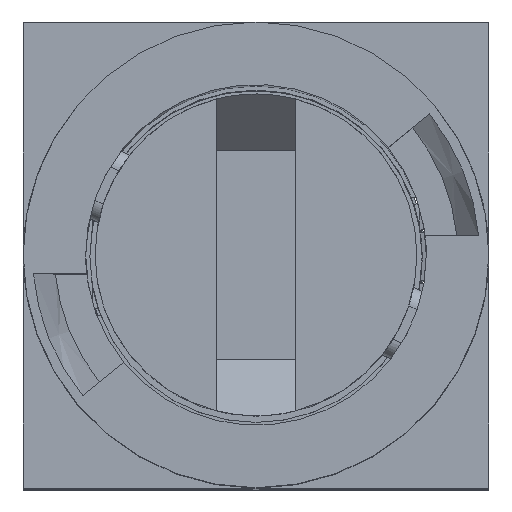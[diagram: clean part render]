
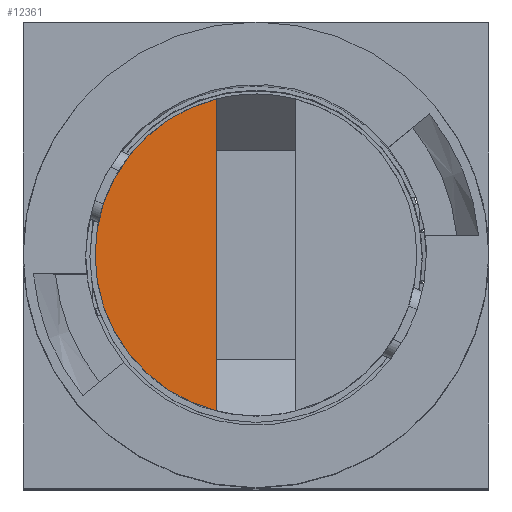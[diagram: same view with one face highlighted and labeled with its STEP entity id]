
A CAD part, top view. The second image highlights one B-rep face of the part: STEP entity #12361.
In plain terms, the highlighted planar face has unit normal (0, 0, 1).
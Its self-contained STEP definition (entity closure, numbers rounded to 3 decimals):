
#3761 = CYLINDRICAL_SURFACE('',#3762,4.318);
#3762 = AXIS2_PLACEMENT_3D('',#3763,#3764,#3765);
#3763 = CARTESIAN_POINT('',(5.08,0.,20.821));
#3764 = DIRECTION('',(0.,0.,-1.));
#3765 = DIRECTION('',(-1.,0.,0.));
#8768 = VERTEX_POINT('',#8769);
#8769 = CARTESIAN_POINT('',(0.762,0.,35.045));
#8805 = CYLINDRICAL_SURFACE('',#8806,4.318);
#8806 = AXIS2_PLACEMENT_3D('',#8807,#8808,#8809);
#8807 = CARTESIAN_POINT('',(5.08,0.,20.821));
#8808 = DIRECTION('',(0.,0.,-1.));
#8809 = DIRECTION('',(-1.,0.,0.));
#8839 = EDGE_CURVE('',#8840,#8768,#8842,.T.);
#8840 = VERTEX_POINT('',#8841);
#8841 = CARTESIAN_POINT('',(4.013,4.184,35.045));
#8842 = SURFACE_CURVE('',#8843,(#8848,#8877),.PCURVE_S1.);
#8843 = CIRCLE('',#8844,4.318);
#8844 = AXIS2_PLACEMENT_3D('',#8845,#8846,#8847);
#8845 = CARTESIAN_POINT('',(5.08,0.,35.045));
#8846 = DIRECTION('',(0.,0.,1.));
#8847 = DIRECTION('',(-0.247,0.969,0.
    ));
#8848 = PCURVE('',#3761,#8849);
#8849 = DEFINITIONAL_REPRESENTATION('',(#8850),#8876);
#8850 = B_SPLINE_CURVE_WITH_KNOTS('',3,(#8851,#8852,#8853,#8854,#8855,
    #8856,#8857,#8858,#8859,#8860,#8861,#8862,#8863,#8864,#8865,#8866,
    #8867,#8868,#8869,#8870,#8871,#8872,#8873,#8874,#8875),
  .UNSPECIFIED.,.F.,.F.,(4,1,1,1,1,1,1,1,1,1,1,1,1,1,1,1,1,1,1,1,1,1,4),
  (0.,0.06,0.12,0.18,0.24,
    0.3,0.36,0.42,0.48,
    0.54,0.601,0.661,0.721,
    0.781,0.841,0.901,0.961,
    1.021,1.081,1.141,1.201,
    1.261,1.321),.QUASI_UNIFORM_KNOTS.);
#8851 = CARTESIAN_POINT('',(1.321,-14.224));
#8852 = CARTESIAN_POINT('',(1.301,-14.224));
#8853 = CARTESIAN_POINT('',(1.261,-14.224));
#8854 = CARTESIAN_POINT('',(1.201,-14.224));
#8855 = CARTESIAN_POINT('',(1.141,-14.224));
#8856 = CARTESIAN_POINT('',(1.081,-14.224));
#8857 = CARTESIAN_POINT('',(1.021,-14.224));
#8858 = CARTESIAN_POINT('',(0.961,-14.224));
#8859 = CARTESIAN_POINT('',(0.901,-14.224));
#8860 = CARTESIAN_POINT('',(0.841,-14.224));
#8861 = CARTESIAN_POINT('',(0.781,-14.224));
#8862 = CARTESIAN_POINT('',(0.721,-14.224));
#8863 = CARTESIAN_POINT('',(0.661,-14.224));
#8864 = CARTESIAN_POINT('',(0.601,-14.224));
#8865 = CARTESIAN_POINT('',(0.54,-14.224));
#8866 = CARTESIAN_POINT('',(0.48,-14.224));
#8867 = CARTESIAN_POINT('',(0.42,-14.224));
#8868 = CARTESIAN_POINT('',(0.36,-14.224));
#8869 = CARTESIAN_POINT('',(0.3,-14.224));
#8870 = CARTESIAN_POINT('',(0.24,-14.224));
#8871 = CARTESIAN_POINT('',(0.18,-14.224));
#8872 = CARTESIAN_POINT('',(0.12,-14.224));
#8873 = CARTESIAN_POINT('',(0.06,-14.224));
#8874 = CARTESIAN_POINT('',(0.02,-14.224));
#8875 = CARTESIAN_POINT('',(0.,-14.224));
#8876 = ( GEOMETRIC_REPRESENTATION_CONTEXT(2) 
PARAMETRIC_REPRESENTATION_CONTEXT() REPRESENTATION_CONTEXT('2D SPACE',''
  ) );
#8877 = PCURVE('',#8878,#8883);
#8878 = PLANE('',#8879);
#8879 = AXIS2_PLACEMENT_3D('',#8880,#8881,#8882);
#8880 = CARTESIAN_POINT('',(5.08,0.,35.045));
#8881 = DIRECTION('',(0.,0.,1.));
#8882 = DIRECTION('',(0.,1.,0.));
#8883 = DEFINITIONAL_REPRESENTATION('',(#8884),#8888);
#8884 = CIRCLE('',#8885,4.318);
#8885 = AXIS2_PLACEMENT_2D('',#8886,#8887);
#8886 = CARTESIAN_POINT('',(0.,0.));
#8887 = DIRECTION('',(0.969,0.247));
#8888 = ( GEOMETRIC_REPRESENTATION_CONTEXT(2) 
PARAMETRIC_REPRESENTATION_CONTEXT() REPRESENTATION_CONTEXT('2D SPACE',''
  ) );
#8928 = PLANE('',#8929);
#8929 = AXIS2_PLACEMENT_3D('',#8930,#8931,#8932);
#8930 = CARTESIAN_POINT('',(4.013,0.,20.821));
#8931 = DIRECTION('',(1.,0.,0.));
#8932 = DIRECTION('',(0.,1.,0.));
#11595 = VERTEX_POINT('',#11596);
#11596 = CARTESIAN_POINT('',(4.013,-4.184,35.045));
#11639 = EDGE_CURVE('',#8768,#11595,#11640,.T.);
#11640 = SURFACE_CURVE('',#11641,(#11646,#11675),.PCURVE_S1.);
#11641 = CIRCLE('',#11642,4.318);
#11642 = AXIS2_PLACEMENT_3D('',#11643,#11644,#11645);
#11643 = CARTESIAN_POINT('',(5.08,0.,35.045));
#11644 = DIRECTION('',(0.,0.,1.));
#11645 = DIRECTION('',(-1.,0.,0.));
#11646 = PCURVE('',#8805,#11647);
#11647 = DEFINITIONAL_REPRESENTATION('',(#11648),#11674);
#11648 = B_SPLINE_CURVE_WITH_KNOTS('',3,(#11649,#11650,#11651,#11652,
    #11653,#11654,#11655,#11656,#11657,#11658,#11659,#11660,#11661,
    #11662,#11663,#11664,#11665,#11666,#11667,#11668,#11669,#11670,
    #11671,#11672,#11673),.UNSPECIFIED.,.F.,.F.,(4,1,1,1,1,1,1,1,1,1,1,1
    ,1,1,1,1,1,1,1,1,1,1,4),(0.,0.06,0.12,
    0.18,0.24,0.3,0.36,
    0.42,0.48,0.54,0.601,
    0.661,0.721,0.781,0.841,
    0.901,0.961,1.021,1.081,
    1.141,1.201,1.261,1.321),
  .QUASI_UNIFORM_KNOTS.);
#11649 = CARTESIAN_POINT('',(6.283,-14.224));
#11650 = CARTESIAN_POINT('',(6.263,-14.224));
#11651 = CARTESIAN_POINT('',(6.223,-14.224));
#11652 = CARTESIAN_POINT('',(6.163,-14.224));
#11653 = CARTESIAN_POINT('',(6.103,-14.224));
#11654 = CARTESIAN_POINT('',(6.043,-14.224));
#11655 = CARTESIAN_POINT('',(5.983,-14.224));
#11656 = CARTESIAN_POINT('',(5.923,-14.224));
#11657 = CARTESIAN_POINT('',(5.863,-14.224));
#11658 = CARTESIAN_POINT('',(5.803,-14.224));
#11659 = CARTESIAN_POINT('',(5.743,-14.224));
#11660 = CARTESIAN_POINT('',(5.683,-14.224));
#11661 = CARTESIAN_POINT('',(5.623,-14.224));
#11662 = CARTESIAN_POINT('',(5.563,-14.224));
#11663 = CARTESIAN_POINT('',(5.503,-14.224));
#11664 = CARTESIAN_POINT('',(5.442,-14.224));
#11665 = CARTESIAN_POINT('',(5.382,-14.224));
#11666 = CARTESIAN_POINT('',(5.322,-14.224));
#11667 = CARTESIAN_POINT('',(5.262,-14.224));
#11668 = CARTESIAN_POINT('',(5.202,-14.224));
#11669 = CARTESIAN_POINT('',(5.142,-14.224));
#11670 = CARTESIAN_POINT('',(5.082,-14.224));
#11671 = CARTESIAN_POINT('',(5.022,-14.224));
#11672 = CARTESIAN_POINT('',(4.982,-14.224));
#11673 = CARTESIAN_POINT('',(4.962,-14.224));
#11674 = ( GEOMETRIC_REPRESENTATION_CONTEXT(2) 
PARAMETRIC_REPRESENTATION_CONTEXT() REPRESENTATION_CONTEXT('2D SPACE',''
  ) );
#11675 = PCURVE('',#8878,#11676);
#11676 = DEFINITIONAL_REPRESENTATION('',(#11677),#11681);
#11677 = CIRCLE('',#11678,4.318);
#11678 = AXIS2_PLACEMENT_2D('',#11679,#11680);
#11679 = CARTESIAN_POINT('',(0.,0.));
#11680 = DIRECTION('',(0.,1.));
#11681 = ( GEOMETRIC_REPRESENTATION_CONTEXT(2) 
PARAMETRIC_REPRESENTATION_CONTEXT() REPRESENTATION_CONTEXT('2D SPACE',''
  ) );
#12361 = ADVANCED_FACE('',(#12362),#8878,.T.);
#12362 = FACE_BOUND('',#12363,.T.);
#12363 = EDGE_LOOP('',(#12364,#12365,#12366));
#12364 = ORIENTED_EDGE('',*,*,#8839,.T.);
#12365 = ORIENTED_EDGE('',*,*,#11639,.T.);
#12366 = ORIENTED_EDGE('',*,*,#12367,.F.);
#12367 = EDGE_CURVE('',#8840,#11595,#12368,.T.);
#12368 = SURFACE_CURVE('',#12369,(#12373,#12380),.PCURVE_S1.);
#12369 = LINE('',#12370,#12371);
#12370 = CARTESIAN_POINT('',(4.013,4.184,35.045));
#12371 = VECTOR('',#12372,1.);
#12372 = DIRECTION('',(0.,-1.,0.));
#12373 = PCURVE('',#8878,#12374);
#12374 = DEFINITIONAL_REPRESENTATION('',(#12375),#12379);
#12375 = LINE('',#12376,#12377);
#12376 = CARTESIAN_POINT('',(4.184,1.067));
#12377 = VECTOR('',#12378,1.);
#12378 = DIRECTION('',(-1.,0.));
#12379 = ( GEOMETRIC_REPRESENTATION_CONTEXT(2) 
PARAMETRIC_REPRESENTATION_CONTEXT() REPRESENTATION_CONTEXT('2D SPACE',''
  ) );
#12380 = PCURVE('',#8928,#12381);
#12381 = DEFINITIONAL_REPRESENTATION('',(#12382),#12386);
#12382 = LINE('',#12383,#12384);
#12383 = CARTESIAN_POINT('',(4.184,14.224));
#12384 = VECTOR('',#12385,1.);
#12385 = DIRECTION('',(-1.,0.));
#12386 = ( GEOMETRIC_REPRESENTATION_CONTEXT(2) 
PARAMETRIC_REPRESENTATION_CONTEXT() REPRESENTATION_CONTEXT('2D SPACE',''
  ) );
